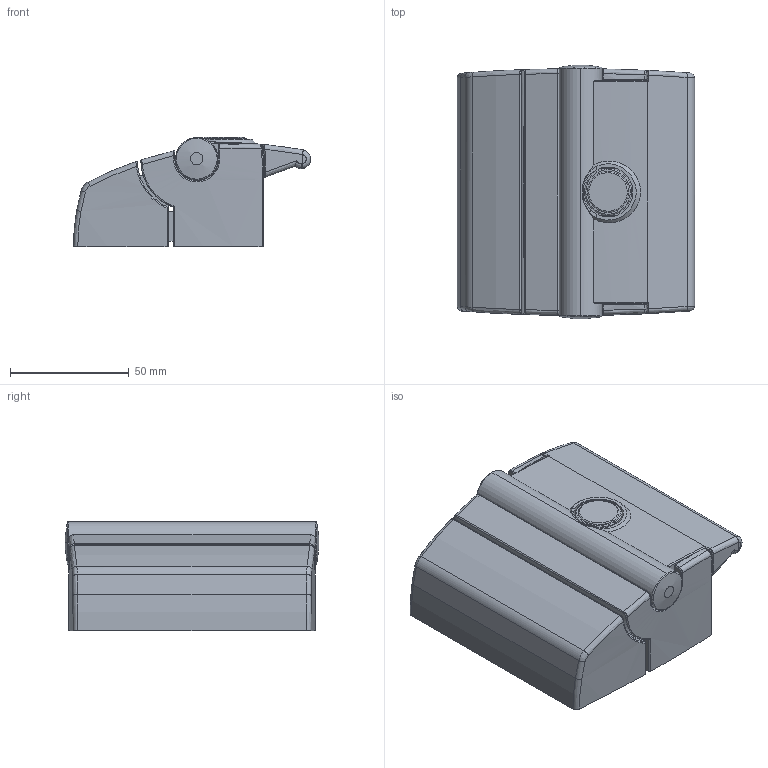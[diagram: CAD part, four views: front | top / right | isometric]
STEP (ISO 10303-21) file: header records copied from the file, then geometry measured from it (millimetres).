
FILE_DESCRIPTION (( 'STEP AP214' ), '1' );
FILE_NAME ('7330032', '2019-02-01T14:37:41', ( '' ), ('JUGARD+KÜNSTNER GmbH'), 'SwSTEP 2.0', 'SolidWorks 2017', '' );
FILE_SCHEMA (( 'AUTOMOTIVE_DESIGN' ));
Length unit declared in the file: millimetre
Products named in the file (5): Kopie von Wippe_6^7330032; Kopie von Falle_6^7330032; Kopie von Riegel_6^7330032; 7330032_CNAJF00; Kopie von Korpus_6^7330032
Assembly tree (4 placements, depth 2):
  7330032_CNAJF00
    Kopie von Korpus_6^7330032
    Kopie von Falle_6^7330032
    Kopie von Wippe_6^7330032
    Kopie von Riegel_6^7330032
Bounding box: 100 x 106.85 x 46 mm (x, y, z)
Volume: 225456.8 mm3; surface area: 78277.5 mm2
Topology: 4 solids, 4 shells, 347 faces, 934 edges, 597 vertices
Faces by surface type: plane 125, bspline 113, cylinder 108, cone 1
Entity records: 18623 total; most frequent: CARTESIAN_POINT 10457, ORIENTED_EDGE 1864, DIRECTION 1358, EDGE_CURVE 932, VERTEX_POINT 597, LINE 462, VECTOR 462, AXIS2_PLACEMENT_3D 448
